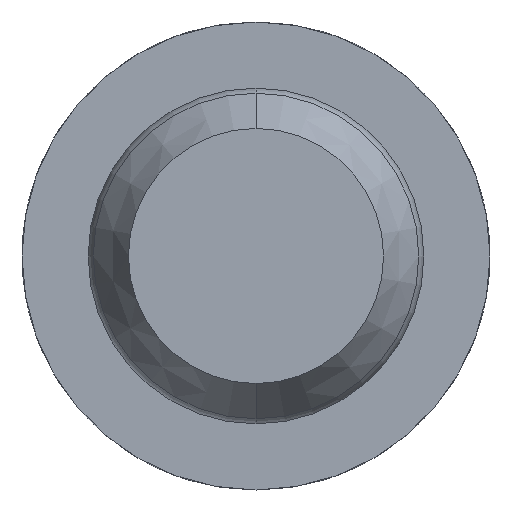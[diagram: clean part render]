
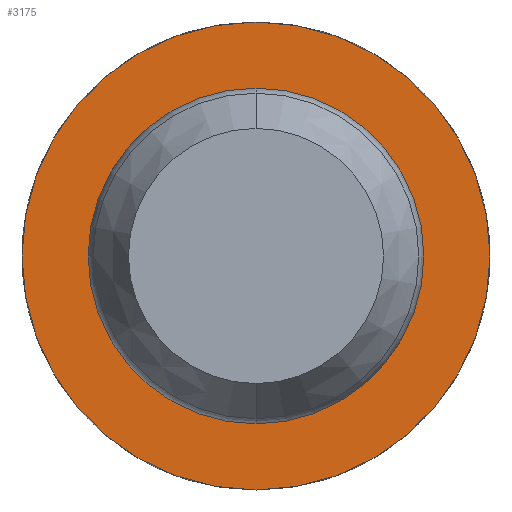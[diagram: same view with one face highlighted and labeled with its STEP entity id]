
A CAD part, front view. The second image highlights one B-rep face of the part: STEP entity #3175.
In plain terms, the highlighted planar face has unit normal (0, -1, 0).
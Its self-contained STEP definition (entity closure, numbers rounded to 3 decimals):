
#146 = EDGE_CURVE ( 'NONE', #351, #3656, #1091, .T. ) ;
#272 = EDGE_LOOP ( 'NONE', ( #2587, #3428 ) ) ;
#276 = DIRECTION ( 'NONE',  ( 0., 1., 0. ) ) ;
#289 = ORIENTED_EDGE ( 'NONE', *, *, #3064, .T. ) ;
#351 = VERTEX_POINT ( 'NONE', #767 ) ;
#562 = DIRECTION ( 'NONE',  ( 0., 0., 1. ) ) ;
#591 = CIRCLE ( 'NONE', #2690, 1.15 ) ;
#672 = EDGE_CURVE ( 'NONE', #3440, #1974, #1824, .T. ) ;
#681 = ORIENTED_EDGE ( 'NONE', *, *, #146, .T. ) ;
#767 = CARTESIAN_POINT ( 'NONE',  ( 0., -10.5, 0.825 ) ) ;
#769 = CARTESIAN_POINT ( 'NONE',  ( 0., -10.5, -1.15 ) ) ;
#1011 = DIRECTION ( 'NONE',  ( 0., 1., 0. ) ) ;
#1060 = DIRECTION ( 'NONE',  ( 0., 0., 1. ) ) ;
#1077 = DIRECTION ( 'NONE',  ( 0., 0., 1. ) ) ;
#1091 = CIRCLE ( 'NONE', #3331, 0.825 ) ;
#1247 = FACE_BOUND ( 'NONE', #1420, .T. ) ;
#1347 = DIRECTION ( 'NONE',  ( 0., 1., 0. ) ) ;
#1420 = EDGE_LOOP ( 'NONE', ( #681, #289 ) ) ;
#1432 = AXIS2_PLACEMENT_3D ( 'NONE', #4044, #276, #562 ) ;
#1704 = CARTESIAN_POINT ( 'NONE',  ( 1.15, -10.5, 0. ) ) ;
#1729 = PLANE ( 'NONE',  #2602 ) ;
#1824 = CIRCLE ( 'NONE', #1432, 1.15 ) ;
#1926 = EDGE_CURVE ( 'NONE', #1974, #3440, #591, .T. ) ;
#1974 = VERTEX_POINT ( 'NONE', #769 ) ;
#2044 = AXIS2_PLACEMENT_3D ( 'NONE', #3931, #2972, #1077 ) ;
#2304 = CARTESIAN_POINT ( 'NONE',  ( 0., -10.5, 0. ) ) ;
#2587 = ORIENTED_EDGE ( 'NONE', *, *, #672, .F. ) ;
#2602 = AXIS2_PLACEMENT_3D ( 'NONE', #1704, #3955, #1060 ) ;
#2605 = DIRECTION ( 'NONE',  ( 0., 0., 1. ) ) ;
#2638 = CARTESIAN_POINT ( 'NONE',  ( 0., -10.5, -0.825 ) ) ;
#2690 = AXIS2_PLACEMENT_3D ( 'NONE', #2304, #1347, #3193 ) ;
#2793 = FACE_OUTER_BOUND ( 'NONE', #272, .T. ) ;
#2931 = CARTESIAN_POINT ( 'NONE',  ( 0., -10.5, 0. ) ) ;
#2972 = DIRECTION ( 'NONE',  ( 0., 1., 0. ) ) ;
#3064 = EDGE_CURVE ( 'NONE', #3656, #351, #3275, .T. ) ;
#3175 = ADVANCED_FACE ( 'NONE', ( #2793, #1247 ), #1729, .F. ) ;
#3193 = DIRECTION ( 'NONE',  ( 0., 0., 1. ) ) ;
#3275 = CIRCLE ( 'NONE', #2044, 0.825 ) ;
#3331 = AXIS2_PLACEMENT_3D ( 'NONE', #2931, #1011, #2605 ) ;
#3428 = ORIENTED_EDGE ( 'NONE', *, *, #1926, .F. ) ;
#3440 = VERTEX_POINT ( 'NONE', #3502 ) ;
#3502 = CARTESIAN_POINT ( 'NONE',  ( 0., -10.5, 1.15 ) ) ;
#3656 = VERTEX_POINT ( 'NONE', #2638 ) ;
#3931 = CARTESIAN_POINT ( 'NONE',  ( 0., -10.5, 0. ) ) ;
#3955 = DIRECTION ( 'NONE',  ( 0., 1., 0. ) ) ;
#4044 = CARTESIAN_POINT ( 'NONE',  ( 0., -10.5, 0. ) ) ;
